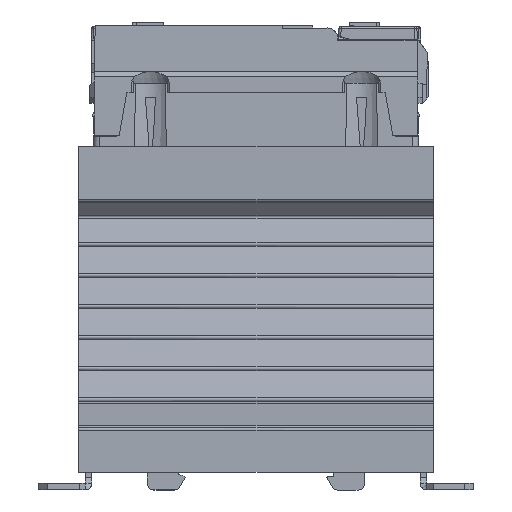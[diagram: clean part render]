
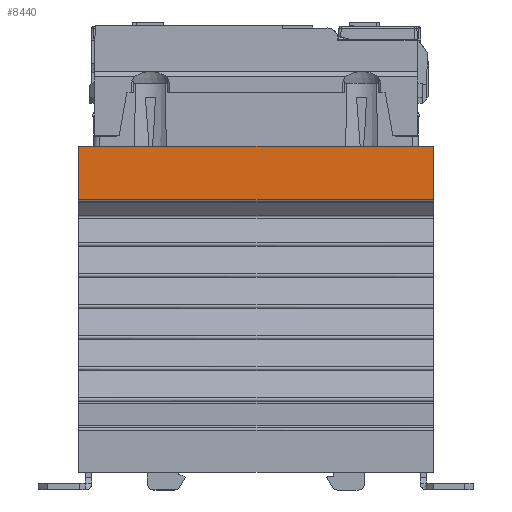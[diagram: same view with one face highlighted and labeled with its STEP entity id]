
A CAD part, front view. The second image highlights one B-rep face of the part: STEP entity #8440.
In plain terms, the highlighted planar face has unit normal (0, 1, 0).
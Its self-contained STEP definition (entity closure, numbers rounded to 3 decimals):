
#4922=PLANE('',#46777);
#6425=FACE_OUTER_BOUND('',#11310,.T.);
#8440=ADVANCED_FACE('',(#6425),#4922,.F.);
#11310=EDGE_LOOP('',(#19739,#19740,#19741,#19742));
#19739=ORIENTED_EDGE('',*,*,#35983,.F.);
#19740=ORIENTED_EDGE('',*,*,#35984,.F.);
#19741=ORIENTED_EDGE('',*,*,#35981,.T.);
#19742=ORIENTED_EDGE('',*,*,#35482,.T.);
#28470=VERTEX_POINT('',#77785);
#28471=VERTEX_POINT('',#77790);
#28801=VERTEX_POINT('',#80394);
#28802=VERTEX_POINT('',#80404);
#35482=EDGE_CURVE('',#28471,#28470,#43168,.T.);
#35981=EDGE_CURVE('',#28801,#28471,#43667,.T.);
#35983=EDGE_CURVE('',#28802,#28470,#43669,.T.);
#35984=EDGE_CURVE('',#28801,#28802,#43670,.T.);
#43168=B_SPLINE_CURVE_WITH_KNOTS('',3,(#77786,#77787,#77788,#77789),
 .UNSPECIFIED.,.F.,.F.,(4,4),(0.,1.),.UNSPECIFIED.);
#43667=B_SPLINE_CURVE_WITH_KNOTS('',3,(#80390,#80391,#80392,#80393),
 .UNSPECIFIED.,.F.,.F.,(4,4),(0.,1.),.UNSPECIFIED.);
#43669=B_SPLINE_CURVE_WITH_KNOTS('',3,(#80400,#80401,#80402,#80403),
 .UNSPECIFIED.,.F.,.F.,(4,4),(0.,1.),.UNSPECIFIED.);
#43670=B_SPLINE_CURVE_WITH_KNOTS('',3,(#80405,#80406,#80407,#80408),
 .UNSPECIFIED.,.F.,.F.,(4,4),(0.,1.),.UNSPECIFIED.);
#46777=AXIS2_PLACEMENT_3D('',#80409,#50662,#50663);
#50662=DIRECTION('',(0.,-1.,0.));
#50663=DIRECTION('',(-1.,0.,0.));
#77785=CARTESIAN_POINT('',(73.563,-11.373,-41.308));
#77786=CARTESIAN_POINT('',(73.563,-11.373,-29.308));
#77787=CARTESIAN_POINT('',(73.563,-11.373,-33.308));
#77788=CARTESIAN_POINT('',(73.563,-11.373,-37.308));
#77789=CARTESIAN_POINT('',(73.563,-11.373,-41.308));
#77790=CARTESIAN_POINT('',(73.563,-11.373,-29.308));
#80390=CARTESIAN_POINT('',(-6.437,-11.373,-29.308));
#80391=CARTESIAN_POINT('',(20.23,-11.373,-29.308));
#80392=CARTESIAN_POINT('',(46.897,-11.373,-29.308));
#80393=CARTESIAN_POINT('',(73.563,-11.373,-29.308));
#80394=CARTESIAN_POINT('',(-6.437,-11.373,-29.308));
#80400=CARTESIAN_POINT('',(-6.437,-11.373,-41.308));
#80401=CARTESIAN_POINT('',(20.23,-11.373,-41.308));
#80402=CARTESIAN_POINT('',(46.897,-11.373,-41.308));
#80403=CARTESIAN_POINT('',(73.563,-11.373,-41.308));
#80404=CARTESIAN_POINT('',(-6.437,-11.373,-41.308));
#80405=CARTESIAN_POINT('',(-6.437,-11.373,-29.308));
#80406=CARTESIAN_POINT('',(-6.437,-11.373,-33.308));
#80407=CARTESIAN_POINT('',(-6.437,-11.373,-37.308));
#80408=CARTESIAN_POINT('',(-6.437,-11.373,-41.308));
#80409=CARTESIAN_POINT('',(73.563,-11.373,-29.308));
